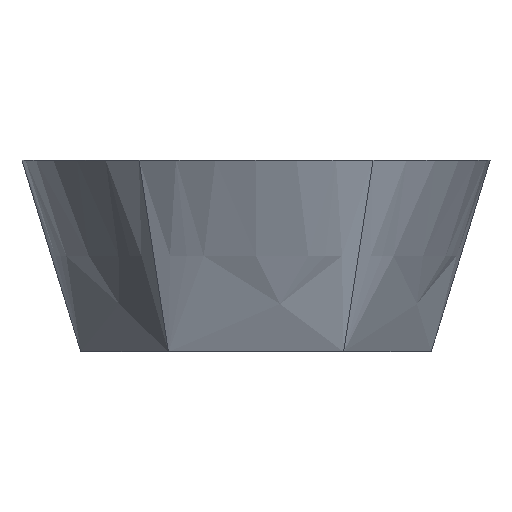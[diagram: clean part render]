
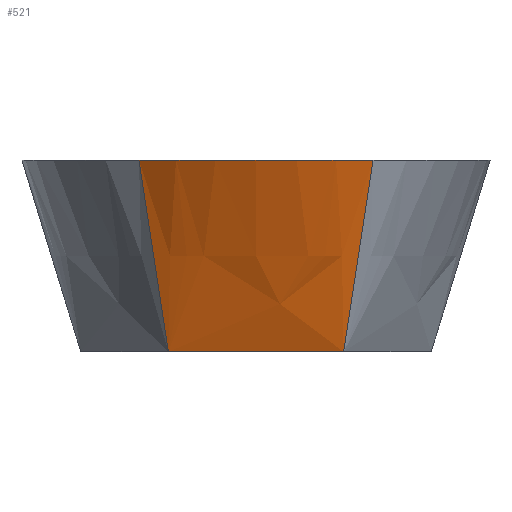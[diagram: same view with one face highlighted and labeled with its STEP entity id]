
A CAD part, front view. The second image highlights one B-rep face of the part: STEP entity #521.
In plain terms, the highlighted free-form (B-spline) face has degree [8, 1] with [9, 2] control points.
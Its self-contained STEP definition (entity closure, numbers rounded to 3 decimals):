
#24 = VERTEX_POINT('',#25);
#25 = CARTESIAN_POINT('',(22.85,-39.577,0.));
#32 = PLANE('',#33);
#33 = AXIS2_PLACEMENT_3D('',#34,#35,#36);
#34 = CARTESIAN_POINT('',(0.,0.,0.));
#35 = DIRECTION('',(0.,0.,1.));
#36 = DIRECTION('',(1.,0.,0.));
#44 = B_SPLINE_SURFACE_WITH_KNOTS('',8,1,(
    (#45,#46)
    ,(#47,#48)
    ,(#49,#50)
    ,(#51,#52)
    ,(#53,#54)
    ,(#55,#56)
    ,(#57,#58)
    ,(#59,#60)
    ,(#61,#62)),.UNSPECIFIED.,.F.,.F.,.F.,(9,9),(2,2),(0.,45.7),(0.,1.),
  .PIECEWISE_BEZIER_KNOTS.);
#45 = CARTESIAN_POINT('',(45.7,0.,0.));
#46 = CARTESIAN_POINT('',(61.,0.,50.));
#47 = CARTESIAN_POINT('',(42.844,-4.947,0.));
#48 = CARTESIAN_POINT('',(61.,-7.985,50.));
#49 = CARTESIAN_POINT('',(39.988,-9.894,0.));
#50 = CARTESIAN_POINT('',(59.805,-15.97,50.));
#51 = CARTESIAN_POINT('',(37.131,-14.842,0.));
#52 = CARTESIAN_POINT('',(57.416,-23.746,50.));
#53 = CARTESIAN_POINT('',(34.275,-19.789,0.));
#54 = CARTESIAN_POINT('',(53.876,-31.106,
    50.));
#55 = CARTESIAN_POINT('',(31.419,-24.736,0.));
#56 = CARTESIAN_POINT('',(49.273,-37.851,
    50.));
#57 = CARTESIAN_POINT('',(28.563,-29.683,0.));
#58 = CARTESIAN_POINT('',(43.733,-43.808,50.));
#59 = CARTESIAN_POINT('',(25.706,-34.63,0.));
#60 = CARTESIAN_POINT('',(37.415,-48.835,50.));
#61 = CARTESIAN_POINT('',(22.85,-39.577,0.));
#62 = CARTESIAN_POINT('',(30.5,-52.828,50.));
#70 = EDGE_CURVE('',#24,#71,#73,.T.);
#71 = VERTEX_POINT('',#72);
#72 = CARTESIAN_POINT('',(-22.85,-39.577,0.));
#73 = SURFACE_CURVE('',#74,(#78,#85),.PCURVE_S1.);
#74 = LINE('',#75,#76);
#75 = CARTESIAN_POINT('',(22.85,-39.577,0.));
#76 = VECTOR('',#77,1.);
#77 = DIRECTION('',(-1.,0.,0.));
#78 = PCURVE('',#32,#79);
#79 = DEFINITIONAL_REPRESENTATION('',(#80),#84);
#80 = LINE('',#81,#82);
#81 = CARTESIAN_POINT('',(22.85,-39.577));
#82 = VECTOR('',#83,1.);
#83 = DIRECTION('',(-1.,0.));
#84 = ( GEOMETRIC_REPRESENTATION_CONTEXT(2) 
PARAMETRIC_REPRESENTATION_CONTEXT() REPRESENTATION_CONTEXT('2D SPACE',''
  ) );
#85 = PCURVE('',#86,#105);
#86 = B_SPLINE_SURFACE_WITH_KNOTS('',8,1,(
    (#87,#88)
    ,(#89,#90)
    ,(#91,#92)
    ,(#93,#94)
    ,(#95,#96)
    ,(#97,#98)
    ,(#99,#100)
    ,(#101,#102)
    ,(#103,#104
    )),.UNSPECIFIED.,.F.,.F.,.F.,(9,9),(2,2),(0.,45.7),(0.,1.),
  .PIECEWISE_BEZIER_KNOTS.);
#87 = CARTESIAN_POINT('',(22.85,-39.577,0.));
#88 = CARTESIAN_POINT('',(30.5,-52.828,50.));
#89 = CARTESIAN_POINT('',(17.138,-39.577,0.));
#90 = CARTESIAN_POINT('',(23.585,-56.82,50.));
#91 = CARTESIAN_POINT('',(11.425,-39.577,0.));
#92 = CARTESIAN_POINT('',(16.073,-59.778,
    50.));
#93 = CARTESIAN_POINT('',(5.713,-39.577,0.));
#94 = CARTESIAN_POINT('',(8.143,-61.597,50.
    ));
#95 = CARTESIAN_POINT('',(0.,-39.577,0.));
#96 = CARTESIAN_POINT('',(0.,-62.211,
    50.));
#97 = CARTESIAN_POINT('',(-5.713,-39.577,0.));
#98 = CARTESIAN_POINT('',(-8.143,-61.597,
    50.));
#99 = CARTESIAN_POINT('',(-11.425,-39.577,0.));
#100 = CARTESIAN_POINT('',(-16.073,-59.778,
    50.));
#101 = CARTESIAN_POINT('',(-17.138,-39.577,0.));
#102 = CARTESIAN_POINT('',(-23.585,-56.82,50.));
#103 = CARTESIAN_POINT('',(-22.85,-39.577,0.));
#104 = CARTESIAN_POINT('',(-30.5,-52.828,50.));
#105 = DEFINITIONAL_REPRESENTATION('',(#106),#110);
#106 = LINE('',#107,#108);
#107 = CARTESIAN_POINT('',(0.,0.));
#108 = VECTOR('',#109,1.);
#109 = DIRECTION('',(1.,0.));
#110 = ( GEOMETRIC_REPRESENTATION_CONTEXT(2) 
PARAMETRIC_REPRESENTATION_CONTEXT() REPRESENTATION_CONTEXT('2D SPACE',''
  ) );
#128 = B_SPLINE_SURFACE_WITH_KNOTS('',8,1,(
    (#129,#130)
    ,(#131,#132)
    ,(#133,#134)
    ,(#135,#136)
    ,(#137,#138)
    ,(#139,#140)
    ,(#141,#142)
    ,(#143,#144)
    ,(#145,#146
    )),.UNSPECIFIED.,.F.,.F.,.F.,(9,9),(2,2),(0.,45.7),(0.,1.),
  .PIECEWISE_BEZIER_KNOTS.);
#129 = CARTESIAN_POINT('',(-22.85,-39.577,0.));
#130 = CARTESIAN_POINT('',(-30.5,-52.828,50.));
#131 = CARTESIAN_POINT('',(-25.706,-34.63,0.));
#132 = CARTESIAN_POINT('',(-37.415,-48.835,50.));
#133 = CARTESIAN_POINT('',(-28.563,-29.683,0.));
#134 = CARTESIAN_POINT('',(-43.733,-43.808,
    50.));
#135 = CARTESIAN_POINT('',(-31.419,-24.736,0.));
#136 = CARTESIAN_POINT('',(-49.273,-37.851,50.
    ));
#137 = CARTESIAN_POINT('',(-34.275,-19.789,0.));
#138 = CARTESIAN_POINT('',(-53.876,-31.106,
    50.));
#139 = CARTESIAN_POINT('',(-37.131,-14.842,0.));
#140 = CARTESIAN_POINT('',(-57.416,-23.746,50.));
#141 = CARTESIAN_POINT('',(-39.988,-9.894,0.));
#142 = CARTESIAN_POINT('',(-59.805,-15.97,50.));
#143 = CARTESIAN_POINT('',(-42.844,-4.947,0.));
#144 = CARTESIAN_POINT('',(-61.,-7.985,50.));
#145 = CARTESIAN_POINT('',(-45.7,0.,0.));
#146 = CARTESIAN_POINT('',(-61.,0.,50.));
#452 = EDGE_CURVE('',#24,#453,#455,.T.);
#453 = VERTEX_POINT('',#454);
#454 = CARTESIAN_POINT('',(30.5,-52.828,50.));
#455 = SURFACE_CURVE('',#456,(#459,#466),.PCURVE_S1.);
#456 = B_SPLINE_CURVE_WITH_KNOTS('',1,(#457,#458),.UNSPECIFIED.,.F.,.F.,
  (2,2),(0.,1.),.PIECEWISE_BEZIER_KNOTS.);
#457 = CARTESIAN_POINT('',(22.85,-39.577,0.));
#458 = CARTESIAN_POINT('',(30.5,-52.828,50.));
#459 = PCURVE('',#44,#460);
#460 = DEFINITIONAL_REPRESENTATION('',(#461),#465);
#461 = LINE('',#462,#463);
#462 = CARTESIAN_POINT('',(45.7,0.));
#463 = VECTOR('',#464,1.);
#464 = DIRECTION('',(0.,1.));
#465 = ( GEOMETRIC_REPRESENTATION_CONTEXT(2) 
PARAMETRIC_REPRESENTATION_CONTEXT() REPRESENTATION_CONTEXT('2D SPACE',''
  ) );
#466 = PCURVE('',#86,#467);
#467 = DEFINITIONAL_REPRESENTATION('',(#468),#472);
#468 = LINE('',#469,#470);
#469 = CARTESIAN_POINT('',(0.,0.));
#470 = VECTOR('',#471,1.);
#471 = DIRECTION('',(0.,1.));
#472 = ( GEOMETRIC_REPRESENTATION_CONTEXT(2) 
PARAMETRIC_REPRESENTATION_CONTEXT() REPRESENTATION_CONTEXT('2D SPACE',''
  ) );
#490 = PLANE('',#491);
#491 = AXIS2_PLACEMENT_3D('',#492,#493,#494);
#492 = CARTESIAN_POINT('',(0.,0.,50.)
  );
#493 = DIRECTION('',(-0.,-0.,-1.));
#494 = DIRECTION('',(-1.,0.,0.));
#521 = ADVANCED_FACE('',(#522),#86,.F.);
#522 = FACE_BOUND('',#523,.F.);
#523 = EDGE_LOOP('',(#524,#525,#547,#568));
#524 = ORIENTED_EDGE('',*,*,#70,.T.);
#525 = ORIENTED_EDGE('',*,*,#526,.T.);
#526 = EDGE_CURVE('',#71,#527,#529,.T.);
#527 = VERTEX_POINT('',#528);
#528 = CARTESIAN_POINT('',(-30.5,-52.828,50.));
#529 = SURFACE_CURVE('',#530,(#533,#540),.PCURVE_S1.);
#530 = B_SPLINE_CURVE_WITH_KNOTS('',1,(#531,#532),.UNSPECIFIED.,.F.,.F.,
  (2,2),(0.,1.),.PIECEWISE_BEZIER_KNOTS.);
#531 = CARTESIAN_POINT('',(-22.85,-39.577,0.));
#532 = CARTESIAN_POINT('',(-30.5,-52.828,50.));
#533 = PCURVE('',#86,#534);
#534 = DEFINITIONAL_REPRESENTATION('',(#535),#539);
#535 = LINE('',#536,#537);
#536 = CARTESIAN_POINT('',(45.7,0.));
#537 = VECTOR('',#538,1.);
#538 = DIRECTION('',(0.,1.));
#539 = ( GEOMETRIC_REPRESENTATION_CONTEXT(2) 
PARAMETRIC_REPRESENTATION_CONTEXT() REPRESENTATION_CONTEXT('2D SPACE',''
  ) );
#540 = PCURVE('',#128,#541);
#541 = DEFINITIONAL_REPRESENTATION('',(#542),#546);
#542 = LINE('',#543,#544);
#543 = CARTESIAN_POINT('',(0.,0.));
#544 = VECTOR('',#545,1.);
#545 = DIRECTION('',(0.,1.));
#546 = ( GEOMETRIC_REPRESENTATION_CONTEXT(2) 
PARAMETRIC_REPRESENTATION_CONTEXT() REPRESENTATION_CONTEXT('2D SPACE',''
  ) );
#547 = ORIENTED_EDGE('',*,*,#548,.F.);
#548 = EDGE_CURVE('',#453,#527,#549,.T.);
#549 = SURFACE_CURVE('',#550,(#555,#561),.PCURVE_S1.);
#550 = CIRCLE('',#551,61.);
#551 = AXIS2_PLACEMENT_3D('',#552,#553,#554);
#552 = CARTESIAN_POINT('',(0.,0.,50.));
#553 = DIRECTION('',(0.,0.,-1.));
#554 = DIRECTION('',(1.,0.,0.));
#555 = PCURVE('',#86,#556);
#556 = DEFINITIONAL_REPRESENTATION('',(#557),#560);
#557 = B_SPLINE_CURVE_WITH_KNOTS('',1,(#558,#559),.UNSPECIFIED.,.F.,.F.,
  (2,2),(1.047,2.094),.PIECEWISE_BEZIER_KNOTS.);
#558 = CARTESIAN_POINT('',(0.,1.));
#559 = CARTESIAN_POINT('',(45.7,1.));
#560 = ( GEOMETRIC_REPRESENTATION_CONTEXT(2) 
PARAMETRIC_REPRESENTATION_CONTEXT() REPRESENTATION_CONTEXT('2D SPACE',''
  ) );
#561 = PCURVE('',#490,#562);
#562 = DEFINITIONAL_REPRESENTATION('',(#563),#567);
#563 = CIRCLE('',#564,61.);
#564 = AXIS2_PLACEMENT_2D('',#565,#566);
#565 = CARTESIAN_POINT('',(0.,0.));
#566 = DIRECTION('',(-1.,0.));
#567 = ( GEOMETRIC_REPRESENTATION_CONTEXT(2) 
PARAMETRIC_REPRESENTATION_CONTEXT() REPRESENTATION_CONTEXT('2D SPACE',''
  ) );
#568 = ORIENTED_EDGE('',*,*,#452,.F.);
